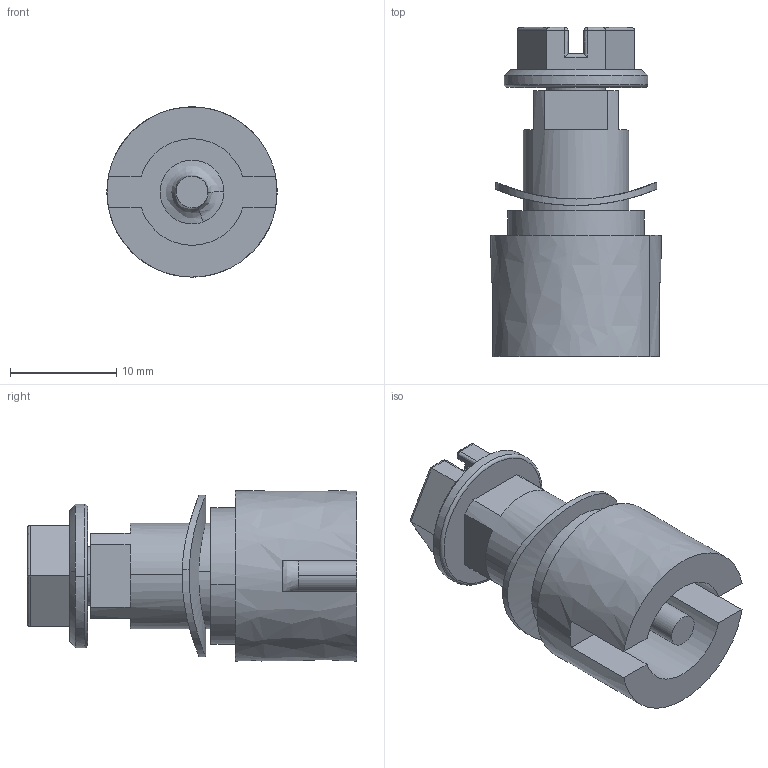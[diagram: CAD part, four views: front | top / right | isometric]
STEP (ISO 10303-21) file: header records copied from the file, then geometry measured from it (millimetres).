
FILE_DESCRIPTION((''),'2;1');
FILE_NAME('','2006-10-31T08:59:28',(''),(''),'','CADfix','');
FILE_SCHEMA(('AUTOMOTIVE_DESIGN'));
Length unit declared in the file: millimetre
Products named in the file (1): shaft
Bounding box: 16 x 30.95 x 16 mm (x, y, z)
Volume: 3321.6 mm3; surface area: 2408.1 mm2
Topology: 1 solids, 1 shells, 144 faces, 382 edges, 248 vertices
Faces by surface type: bspline 144
Entity records: 5082 total; most frequent: CARTESIAN_POINT 2964, ORIENTED_EDGE 764, EDGE_CURVE 382, VERTEX_POINT 248, QUASI_UNIFORM_CURVE 188, EDGE_LOOP 152, FACE_OUTER_BOUND 144, ADVANCED_FACE 144
